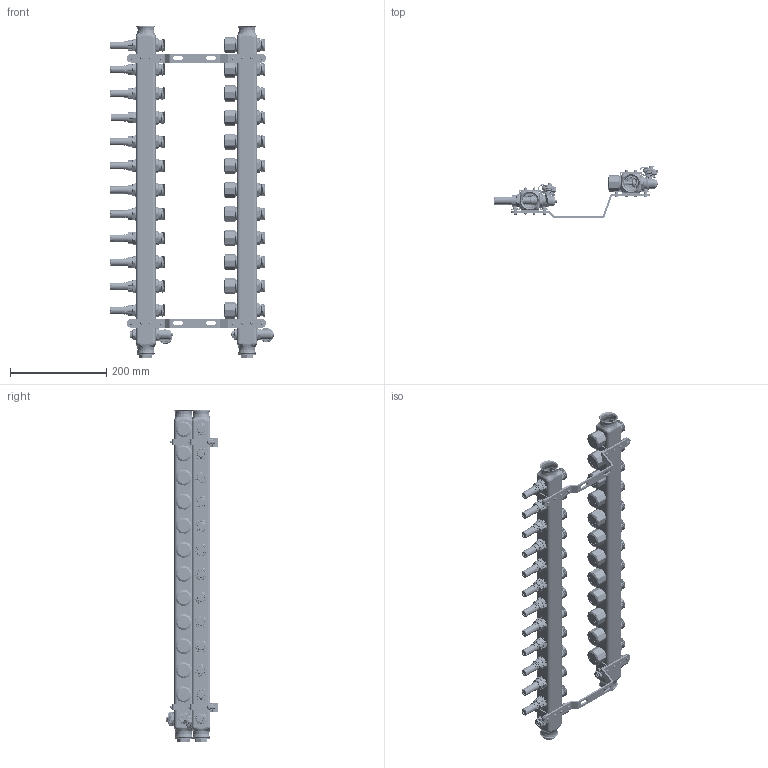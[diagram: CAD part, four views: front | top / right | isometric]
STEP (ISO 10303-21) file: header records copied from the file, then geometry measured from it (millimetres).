
FILE_DESCRIPTION (( 'STEP AP214' ), '1' );
FILE_NAME ('SSM-12RF.STEP', '2023-11-11T15:27:15', ( '' ), ( '' ), 'SwSTEP 2.0', 'SolidWorks 2018', '' );
FILE_SCHEMA (( 'AUTOMOTIVE_DESIGN' ));
Length unit declared in the file: millimetre
Products named in the file (51): 黑簽; O____22x2.STEP; O____7x1.5.STEP; O____13x1.5.STEP; 粟銅; 13H; O____10x2.5.STEP; SSM-12RF; 盓殤砎々18潔擒; 滑菸煦阨ん盓殤; 縐遠; 3100-15-04______.STEP; 粟銅概郋蚾饜极; 18X2; 18X2.5; 齬ァ概呿蹋芛; M6X12蹟佪; 7.6x1.9; 粟銅杶; 326.200.00__________24.2x2.STEP; 媼芛簽; 霜講數肣媼芛; 肣菁啣; 粟銅釱; 3100-15-03____.STEP; 蚾饜极す砎々; 懦伎鬥忒謫; 霜講數蚾饜极; 覦僅杶; 3100-15-02____.STEP; 滑菸盓殤縐遠; 概郋郪蚾13; 祥凄詩裝赽; 霜講數躇猾菜; 囀鞠褒諉芛; W3100-15邿阨概; 呿蹋羲壽; 齬ァ概; W3100-15邿阨概.STEP; 齬ァ概羲壽 ...
Assembly tree (119 placements, depth 5):
  SSM-12RF
    霜講數郪蚾13
      霜講數諉芛  x12
      霜講數蚾饜极  x12
        呿蹋羲壽
        裝赽
        粟銅釱
        粟銅
        覦僅杶
        霜講數躇猾菜
        覦僅裔
        18X2
        霜講數肣媼芛
      黑簽
      W3100-15邿阨概
        W3100-15邿阨概.STEP
          3100-15-01____.STEP
          3100-15-02____.STEP
          3100-15-03____.STEP
          3100-15-04______.STEP
          O____10x2.5.STEP
          O____13x1.5.STEP
          O____7x1.5.STEP
          O____22x2.STEP
          3100-15-05____.STEP
          326.200.00__________24.2x2.STEP
          O____16x1.9.STEP  x2
          354.002.00__________.STEP
      齬ァ概
        齬ァ概肣璃
        齬ァ概呿蹋芛
        齬ァ概羲壽
        18X2
      13H
    概郋郪蚾13
      懦伎鬥忒謫  x12
      囀鞠褒諉芛  x12
      粟銅概郋蚾饜极  x12
        媼芛簽
        ѹñ
        祥凄詩裝赽
        粟銅杶
        肣菁啣
        砎蝶菁啣
        7.6x1.9
        18X2.5
      黑簽
      W3100-15邿阨概
        W3100-15邿阨概.STEP
          3100-15-01____.STEP
          3100-15-02____.STEP
          3100-15-03____.STEP
          3100-15-04______.STEP
          O____10x2.5.STEP
          O____13x1.5.STEP
          O____7x1.5.STEP
          O____22x2.STEP
          3100-15-05____.STEP
          326.200.00__________24.2x2.STEP
          O____16x1.9.STEP  x2
Bounding box: 340.1 x 109.6 x 688.77 mm (x, y, z)
Volume: 995796.2 mm3; surface area: 1041509.7 mm2
Topology: 312 solids, 312 shells, 14518 faces, 36468 edges, 23288 vertices
Faces by surface type: cylinder 6400, plane 3990, cone 2346, torus 1084, bspline 698
Entity records: 122325 total; most frequent: CARTESIAN_POINT 66742, ORIENTED_EDGE 11304, DIRECTION 11033, EDGE_CURVE 5652, AXIS2_PLACEMENT_3D 4519, VERTEX_POINT 3624, EDGE_LOOP 2478, CIRCLE 2278
